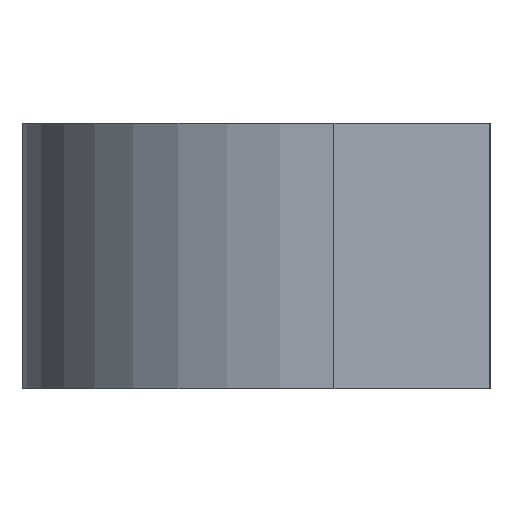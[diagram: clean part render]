
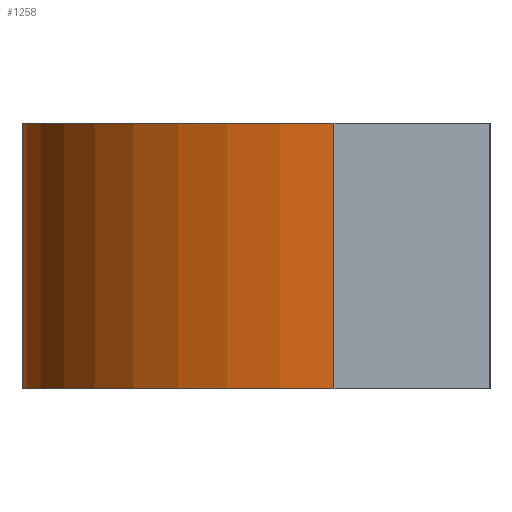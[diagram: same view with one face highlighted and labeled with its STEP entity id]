
A CAD part, left-side view. The second image highlights one B-rep face of the part: STEP entity #1258.
In plain terms, the highlighted cylindrical face has radius 10 mm (diameter 20 mm), a partial arc.
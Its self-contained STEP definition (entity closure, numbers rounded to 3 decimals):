
#6 = LINE ( 'NONE', #507, #330 ) ;
#32 = VERTEX_POINT ( 'NONE', #393 ) ;
#53 = CARTESIAN_POINT ( 'NONE',  ( -25., 5., 4.25 ) ) ;
#57 = EDGE_CURVE ( 'NONE', #32, #268, #762, .T. ) ;
#90 = DIRECTION ( 'NONE',  ( 0., 0., -1. ) ) ;
#173 = AXIS2_PLACEMENT_3D ( 'NONE', #53, #1242, #559 ) ;
#189 = CARTESIAN_POINT ( 'NONE',  ( -35., 5., 4.25 ) ) ;
#227 = ORIENTED_EDGE ( 'NONE', *, *, #688, .F. ) ;
#230 = VERTEX_POINT ( 'NONE', #969 ) ;
#247 = VERTEX_POINT ( 'NONE', #808 ) ;
#268 = VERTEX_POINT ( 'NONE', #722 ) ;
#272 = CIRCLE ( 'NONE', #812, 10. ) ;
#275 = EDGE_CURVE ( 'NONE', #268, #230, #935, .T. ) ;
#300 = EDGE_CURVE ( 'NONE', #247, #32, #272, .T. ) ;
#330 = VECTOR ( 'NONE', #456, 1000. ) ;
#347 = EDGE_LOOP ( 'NONE', ( #1235, #227, #417, #742 ) ) ;
#393 = CARTESIAN_POINT ( 'NONE',  ( -35., 5., 4.25 ) ) ;
#417 = ORIENTED_EDGE ( 'NONE', *, *, #275, .F. ) ;
#456 = DIRECTION ( 'NONE',  ( 0., 0., 1. ) ) ;
#466 = DIRECTION ( 'NONE',  ( 0., 0., 1. ) ) ;
#475 = CARTESIAN_POINT ( 'NONE',  ( -25., 5., 4.25 ) ) ;
#507 = CARTESIAN_POINT ( 'NONE',  ( -25., 15., 4.25 ) ) ;
#559 = DIRECTION ( 'NONE',  ( -1., 0., 0. ) ) ;
#688 = EDGE_CURVE ( 'NONE', #230, #247, #6, .T. ) ;
#722 = CARTESIAN_POINT ( 'NONE',  ( -35., 5., -4.25 ) ) ;
#725 = VECTOR ( 'NONE', #90, 1000. ) ;
#742 = ORIENTED_EDGE ( 'NONE', *, *, #57, .F. ) ;
#762 = LINE ( 'NONE', #189, #725 ) ;
#808 = CARTESIAN_POINT ( 'NONE',  ( -25., 15., 4.25 ) ) ;
#812 = AXIS2_PLACEMENT_3D ( 'NONE', #475, #466, #822 ) ;
#822 = DIRECTION ( 'NONE',  ( -1., 0., 0. ) ) ;
#909 = AXIS2_PLACEMENT_3D ( 'NONE', #1260, #1266, #1268 ) ;
#935 = CIRCLE ( 'NONE', #909, 10. ) ;
#969 = CARTESIAN_POINT ( 'NONE',  ( -25., 15., -4.25 ) ) ;
#1039 = CYLINDRICAL_SURFACE ( 'NONE', #173, 10. ) ;
#1104 = FACE_OUTER_BOUND ( 'NONE', #347, .T. ) ;
#1235 = ORIENTED_EDGE ( 'NONE', *, *, #300, .F. ) ;
#1242 = DIRECTION ( 'NONE',  ( 0., 0., -1. ) ) ;
#1258 = ADVANCED_FACE ( 'NONE', ( #1104 ), #1039, .T. ) ;
#1260 = CARTESIAN_POINT ( 'NONE',  ( -25., 5., -4.25 ) ) ;
#1266 = DIRECTION ( 'NONE',  ( 0., 0., -1. ) ) ;
#1268 = DIRECTION ( 'NONE',  ( -1., 0., 0. ) ) ;
